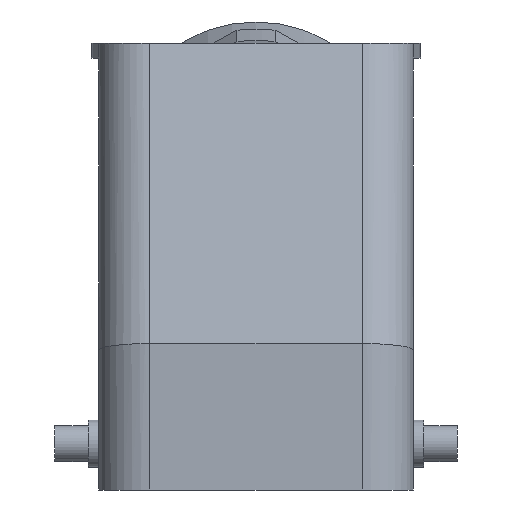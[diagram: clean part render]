
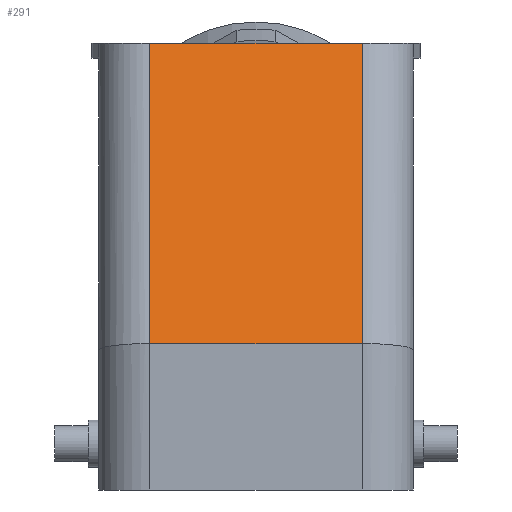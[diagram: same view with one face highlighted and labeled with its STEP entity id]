
A CAD part, left-side view. The second image highlights one B-rep face of the part: STEP entity #291.
In plain terms, the highlighted planar face has unit normal (-0.966, 0, 0.259).
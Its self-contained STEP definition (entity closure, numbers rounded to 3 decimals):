
#291 = ADVANCED_FACE( '', ( #719 ), #720, .T. );
#719 = FACE_OUTER_BOUND( '', #1310, .T. );
#720 = PLANE( '', #1311 );
#1310 = EDGE_LOOP( '', ( #2146, #2147, #2148, #2149 ) );
#1311 = AXIS2_PLACEMENT_3D( '', #2150, #2151, #2152 );
#2146 = ORIENTED_EDGE( '', *, *, #3417, .T. );
#2147 = ORIENTED_EDGE( '', *, *, #3625, .T. );
#2148 = ORIENTED_EDGE( '', *, *, #3626, .F. );
#2149 = ORIENTED_EDGE( '', *, *, #3627, .F. );
#2150 = CARTESIAN_POINT( '', ( -46.65, -21.5, 20. ) );
#2151 = DIRECTION( '', ( -0.966, 0., 0.259 ) );
#2152 = DIRECTION( '', ( 0.259, 0., 0.966 ) );
#3417 = EDGE_CURVE( '', #4028, #4026, #4029, .T. );
#3625 = EDGE_CURVE( '', #4026, #4386, #4387, .T. );
#3626 = EDGE_CURVE( '', #4388, #4386, #4389, .T. );
#3627 = EDGE_CURVE( '', #4028, #4388, #4390, .T. );
#4026 = VERTEX_POINT( '', #4914 );
#4028 = VERTEX_POINT( '', #4917 );
#4029 = LINE( '', #4918, #4919 );
#4386 = VERTEX_POINT( '', #5480 );
#4387 = LINE( '', #5481, #5482 );
#4388 = VERTEX_POINT( '', #5483 );
#4389 = LINE( '', #5484, #5485 );
#4390 = LINE( '', #5486, #5487 );
#4914 = CARTESIAN_POINT( '', ( -46.65, -14.5, 20. ) );
#4917 = CARTESIAN_POINT( '', ( -46.65, 14.5, 20. ) );
#4918 = CARTESIAN_POINT( '', ( -46.65, 0., 20. ) );
#4919 = VECTOR( '', #6366, 1000. );
#5480 = CARTESIAN_POINT( '', ( -35.664, -14.5, 61. ) );
#5481 = CARTESIAN_POINT( '', ( -35.664, -14.5, 61. ) );
#5482 = VECTOR( '', #6549, 1000. );
#5483 = CARTESIAN_POINT( '', ( -35.664, 14.5, 61. ) );
#5484 = CARTESIAN_POINT( '', ( -35.664, 0., 61. ) );
#5485 = VECTOR( '', #6550, 1000. );
#5486 = CARTESIAN_POINT( '', ( -35.664, 14.5, 61. ) );
#5487 = VECTOR( '', #6551, 1000. );
#6366 = DIRECTION( '', ( 0., -1., 0. ) );
#6549 = DIRECTION( '', ( 0.259, 0., 0.966 ) );
#6550 = DIRECTION( '', ( 0., -1., 0. ) );
#6551 = DIRECTION( '', ( 0.259, 0., 0.966 ) );
